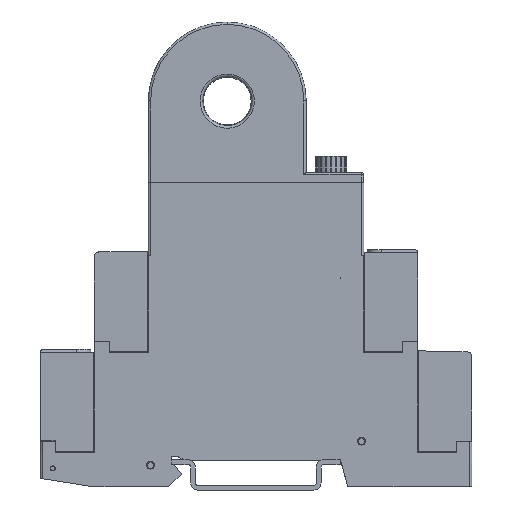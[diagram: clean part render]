
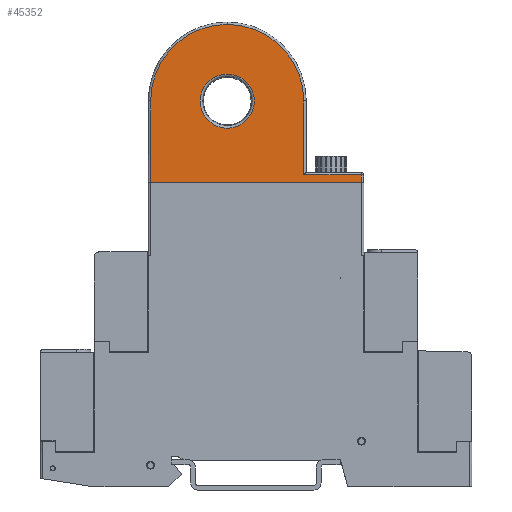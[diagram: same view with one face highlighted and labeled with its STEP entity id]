
A CAD part, front view. The second image highlights one B-rep face of the part: STEP entity #45352.
In plain terms, the highlighted planar face has unit normal (0, -1, 0).
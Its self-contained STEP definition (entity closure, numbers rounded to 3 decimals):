
#2569=PLANE('',#49792);
#3464=CIRCLE('',#49617,16.);
#3467=CIRCLE('',#49621,16.);
#3480=CIRCLE('',#49651,5.652);
#6630=LINE('',#73198,#11130);
#6633=LINE('',#73220,#11133);
#6646=LINE('',#73268,#11146);
#6648=LINE('',#73274,#11148);
#6895=LINE('',#73938,#11395);
#11130=VECTOR('',#57721,1000.);
#11133=VECTOR('',#57746,1000.);
#11146=VECTOR('',#57799,1000.);
#11148=VECTOR('',#57805,1000.);
#11395=VECTOR('',#58346,1000.);
#20574=ORIENTED_EDGE('',*,*,#29829,.F.);
#20575=ORIENTED_EDGE('',*,*,#29824,.F.);
#20576=ORIENTED_EDGE('',*,*,#30162,.F.);
#20577=ORIENTED_EDGE('',*,*,#29862,.T.);
#20578=ORIENTED_EDGE('',*,*,#29859,.F.);
#20579=ORIENTED_EDGE('',*,*,#29835,.T.);
#20580=ORIENTED_EDGE('',*,*,#29832,.F.);
#20581=ORIENTED_EDGE('',*,*,#29867,.T.);
#29824=EDGE_CURVE('',#35255,#35256,#6630,.T.);
#29829=EDGE_CURVE('',#35256,#35258,#3464,.T.);
#29832=EDGE_CURVE('',#35258,#35260,#3467,.T.);
#29835=EDGE_CURVE('',#35262,#35260,#6633,.T.);
#29859=EDGE_CURVE('',#35262,#35278,#6646,.T.);
#29862=EDGE_CURVE('',#35279,#35278,#6648,.T.);
#29867=EDGE_CURVE('',#35284,#35284,#3480,.T.);
#30162=EDGE_CURVE('',#35279,#35255,#6895,.T.);
#35255=VERTEX_POINT('',#73197);
#35256=VERTEX_POINT('',#73199);
#35258=VERTEX_POINT('',#73205);
#35260=VERTEX_POINT('',#73211);
#35262=VERTEX_POINT('',#73217);
#35278=VERTEX_POINT('',#73264);
#35279=VERTEX_POINT('',#73271);
#35284=VERTEX_POINT('',#73286);
#39087=EDGE_LOOP('',(#20574,#20575,#20576,#20577,#20578,#20579,#20580));
#39088=EDGE_LOOP('',(#20581));
#41997=FACE_BOUND('',#39087,.T.);
#41998=FACE_BOUND('',#39088,.T.);
#45352=ADVANCED_FACE('',(#41997,#41998),#2569,.F.);
#49617=AXIS2_PLACEMENT_3D('',#73208,#57731,#57732);
#49621=AXIS2_PLACEMENT_3D('',#73214,#57739,#57740);
#49651=AXIS2_PLACEMENT_3D('',#73285,#57818,#57819);
#49792=AXIS2_PLACEMENT_3D('',#73937,#58344,#58345);
#57721=DIRECTION('',(0.002,0.,1.));
#57731=DIRECTION('',(0.,1.,0.));
#57732=DIRECTION('',(1.,0.,0.));
#57739=DIRECTION('',(0.,1.,0.));
#57740=DIRECTION('',(1.,0.,0.));
#57746=DIRECTION('',(-0.002,0.,1.));
#57799=DIRECTION('',(1.,0.,0.));
#57805=DIRECTION('',(0.,0.,1.));
#57818=DIRECTION('',(0.,1.,0.));
#57819=DIRECTION('',(1.,0.,0.));
#58344=DIRECTION('',(0.,1.,0.));
#58345=DIRECTION('',(1.,0.,0.));
#58346=DIRECTION('',(-1.,0.,0.));
#73197=CARTESIAN_POINT('',(-23.665,1.2,40.527));
#73198=CARTESIAN_POINT('',(-23.607,1.2,73.926));
#73199=CARTESIAN_POINT('',(-23.635,1.2,57.455));
#73205=CARTESIAN_POINT('',(-7.693,1.2,73.427));
#73208=CARTESIAN_POINT('',(-7.635,1.2,57.427));
#73211=CARTESIAN_POINT('',(8.306,1.2,57.455));
#73214=CARTESIAN_POINT('',(-7.694,1.2,57.427));
#73217=CARTESIAN_POINT('',(8.333,1.2,42.027));
#73220=CARTESIAN_POINT('',(8.306,1.2,57.455));
#73264=CARTESIAN_POINT('',(20.253,1.2,42.027));
#73268=CARTESIAN_POINT('',(-24.165,1.2,42.027));
#73271=CARTESIAN_POINT('',(20.253,1.2,40.527));
#73274=CARTESIAN_POINT('',(20.253,1.2,73.927));
#73285=CARTESIAN_POINT('',(-7.665,1.2,57.427));
#73286=CARTESIAN_POINT('',(-2.013,1.2,57.427));
#73937=CARTESIAN_POINT('',(-24.165,1.2,73.927));
#73938=CARTESIAN_POINT('',(22.523,1.2,40.527));
